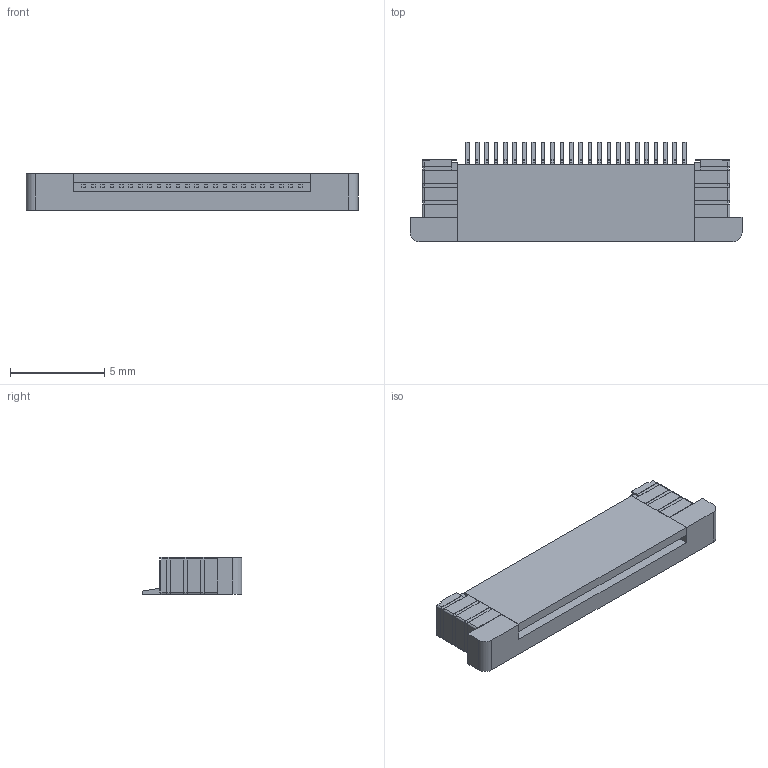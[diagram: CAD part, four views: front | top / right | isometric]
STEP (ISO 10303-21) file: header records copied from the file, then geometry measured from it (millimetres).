
FILE_DESCRIPTION(/* description */ (''),/* implementation_level */ '2;1');
FILE_NAME(/* name */ 'FPC-SMD_24P-P0.50_0.5K-AS-24PWB.step',/* time_stamp */ '2021-12-24T19:40:40+08:00',/* author */ (''),/* organization */ (''),/* preprocessor_version */ 'ST-DEVELOPER v18.1',/* originating_system */ 'Autodesk Translation Framework v10.10.0.1391',/* authorisation */ '');
FILE_SCHEMA (('AUTOMOTIVE_DESIGN { 1 0 10303 214 3 1 1 }'));
Length unit declared in the file: millimetre
Products named in the file (2): 4cbcd557a0f14711935c6d39d1c89a6e; COMPOUND (1)
Assembly tree (1 placements, depth 2):
  4cbcd557a0f14711935c6d39d1c89a6e
    COMPOUND (1)
Bounding box: 17.65 x 5.3 x 2.01 mm (x, y, z)
Volume: 126.2 mm3; surface area: 473.7 mm2
Topology: 4 solids, 4 shells, 675 faces, 1824 edges, 1212 vertices
Faces by surface type: plane 529, cylinder 132, bspline 14
Entity records: 22453 total; most frequent: CARTESIAN_POINT 4512, ORIENTED_EDGE 3648, DIRECTION 3388, EDGE_CURVE 1824, LINE 1532, VECTOR 1532, VERTEX_POINT 1212, AXIS2_PLACEMENT_3D 928
